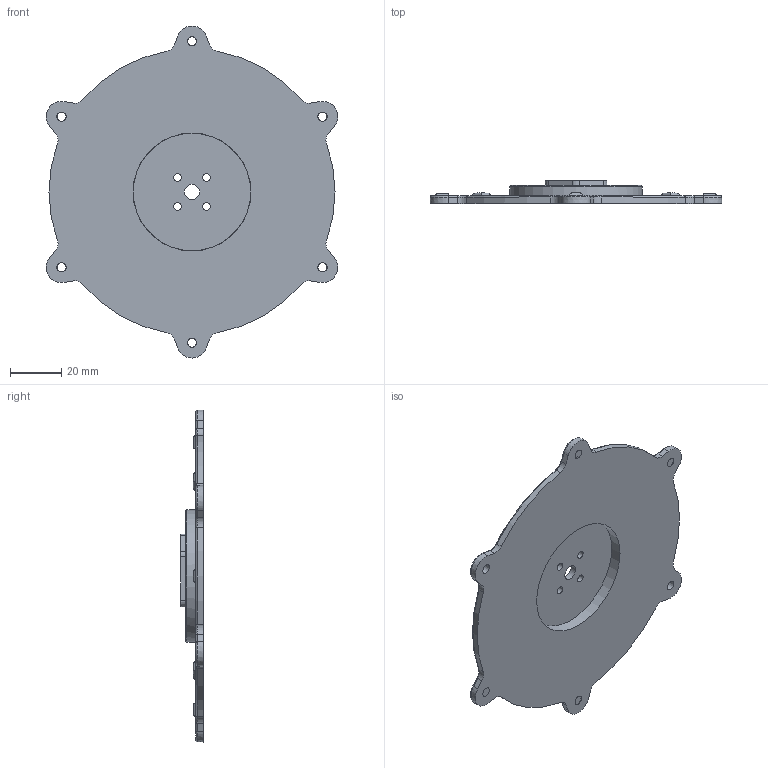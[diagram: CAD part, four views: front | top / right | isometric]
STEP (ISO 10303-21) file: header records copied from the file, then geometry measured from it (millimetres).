
FILE_DESCRIPTION(/* description */ (''),/* implementation_level */ '2;1');
FILE_NAME(/* name */ 'BASE-INFERIORE_33 (2).stp',/* time_stamp */ '2023-04-03T19:19:41+08:00',/* author */ ('DELL'),/* organization */ (''),/* preprocessor_version */ 'ST-DEVELOPER v17',/* originating_system */ 'Autodesk Inventor 2019',/* authorisation */ '');
FILE_SCHEMA (('AUTOMOTIVE_DESIGN { 1 0 10303 214 3 1 1 }'));
Length unit declared in the file: millimetre
Products named in the file (1): BASE-INFERIORE_33
Bounding box: 114.19 x 9 x 130 mm (x, y, z)
Volume: 32410.3 mm3; surface area: 23843.1 mm2
Topology: 1 solids, 1 shells, 158 faces, 415 edges, 271 vertices
Faces by surface type: cylinder 53, plane 36, cone 36, torus 21, bspline 12
Full cylindrical faces by diameter (mm): 3 x4, 6 x1
Entity records: 6186 total; most frequent: CARTESIAN_POINT 2169, DIRECTION 849, ORIENTED_EDGE 830, EDGE_CURVE 415, AXIS2_PLACEMENT_3D 343, VERTEX_POINT 271, EDGE_LOOP 192, CIRCLE 184
